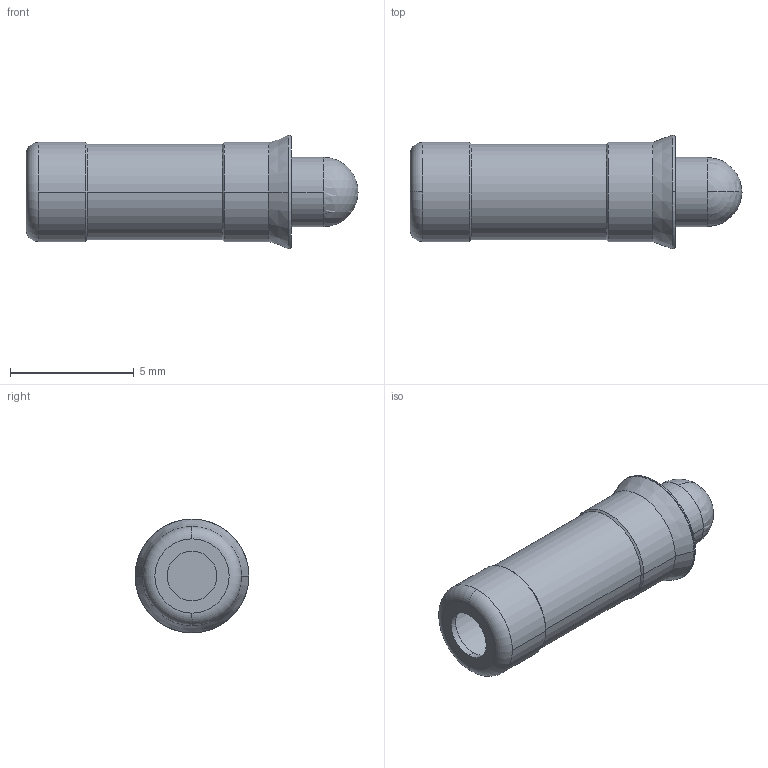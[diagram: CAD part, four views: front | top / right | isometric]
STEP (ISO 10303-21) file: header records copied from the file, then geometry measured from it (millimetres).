
FILE_DESCRIPTION(('STEP AP214'),'1');
FILE_NAME(' ',' ',('TraceParts'),('TraceParts S.A.'),'XStep 1.0',' ',' ');
FILE_SCHEMA(('automotive_design'));
Length unit declared in the file: millimetre
Products named in the file (2): 1; 2
Bounding box: 13.4 x 4.6 x 4.6 mm (x, y, z)
Volume: 99.4 mm3; surface area: 369.4 mm2
Topology: 2 solids, 2 shells, 48 faces, 108 edges, 63 vertices
Faces by surface type: cylinder 20, cone 12, torus 8, plane 6, sphere 2
Entity records: 2582 total; most frequent: DIRECTION 276, CARTESIAN_POINT 217, STYLED_ITEM 215, PRESENTATION_STYLE_ASSIGNMENT 215, COLOUR_RGB 215, ORIENTED_EDGE 208, AXIS2_PLACEMENT_3D 122, EDGE_CURVE 104
